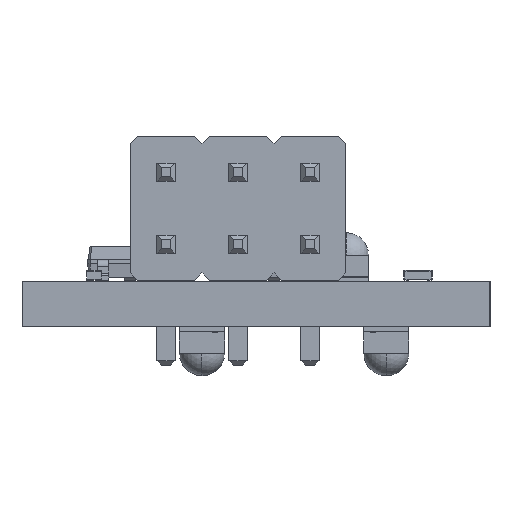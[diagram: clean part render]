
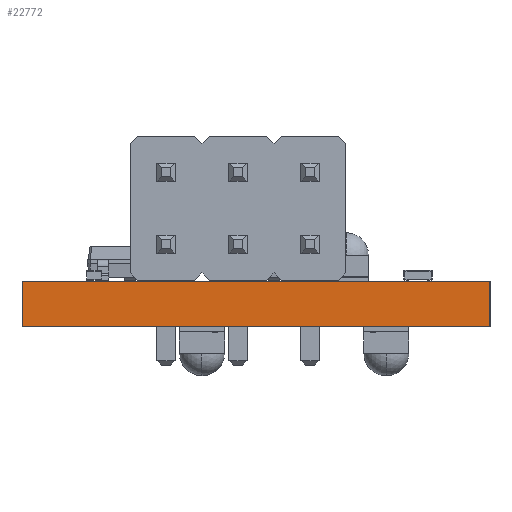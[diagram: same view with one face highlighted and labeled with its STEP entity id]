
A CAD part, left-side view. The second image highlights one B-rep face of the part: STEP entity #22772.
In plain terms, the highlighted planar face has unit normal (-1, 0, 0).
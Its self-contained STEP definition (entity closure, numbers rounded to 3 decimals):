
#21987 = PLANE('',#21988);
#21988 = AXIS2_PLACEMENT_3D('',#21989,#21990,#21991);
#21989 = CARTESIAN_POINT('',(133.35,-88.265,1.6));
#21990 = DIRECTION('',(-0.,-0.,-1.));
#21991 = DIRECTION('',(-1.,0.,0.));
#22015 = PLANE('',#22016);
#22016 = AXIS2_PLACEMENT_3D('',#22017,#22018,#22019);
#22017 = CARTESIAN_POINT('',(121.92,-96.52,0.));
#22018 = DIRECTION('',(0.,-1.,0.));
#22019 = DIRECTION('',(-1.,0.,0.));
#22041 = PLANE('',#22042);
#22042 = AXIS2_PLACEMENT_3D('',#22043,#22044,#22045);
#22043 = CARTESIAN_POINT('',(133.35,-88.265,0.));
#22044 = DIRECTION('',(-0.,-0.,-1.));
#22045 = DIRECTION('',(-1.,0.,0.));
#22134 = VERTEX_POINT('',#22135);
#22135 = CARTESIAN_POINT('',(118.11,-96.52,1.6));
#22156 = EDGE_CURVE('',#22157,#22134,#22159,.T.);
#22157 = VERTEX_POINT('',#22158);
#22158 = CARTESIAN_POINT('',(118.11,-96.52,0.));
#22159 = SURFACE_CURVE('',#22160,(#22164,#22171),.PCURVE_S1.);
#22160 = LINE('',#22161,#22162);
#22161 = CARTESIAN_POINT('',(118.11,-96.52,0.));
#22162 = VECTOR('',#22163,1.);
#22163 = DIRECTION('',(0.,0.,1.));
#22164 = PCURVE('',#22015,#22165);
#22165 = DEFINITIONAL_REPRESENTATION('',(#22166),#22170);
#22166 = LINE('',#22167,#22168);
#22167 = CARTESIAN_POINT('',(3.81,0.));
#22168 = VECTOR('',#22169,1.);
#22169 = DIRECTION('',(0.,-1.));
#22170 = ( GEOMETRIC_REPRESENTATION_CONTEXT(2) 
PARAMETRIC_REPRESENTATION_CONTEXT() REPRESENTATION_CONTEXT('2D SPACE',''
  ) );
#22171 = PCURVE('',#22172,#22177);
#22172 = PLANE('',#22173);
#22173 = AXIS2_PLACEMENT_3D('',#22174,#22175,#22176);
#22174 = CARTESIAN_POINT('',(118.11,-96.52,0.));
#22175 = DIRECTION('',(-1.,0.,0.));
#22176 = DIRECTION('',(0.,1.,0.));
#22177 = DEFINITIONAL_REPRESENTATION('',(#22178),#22182);
#22178 = LINE('',#22179,#22180);
#22179 = CARTESIAN_POINT('',(0.,0.));
#22180 = VECTOR('',#22181,1.);
#22181 = DIRECTION('',(0.,-1.));
#22182 = ( GEOMETRIC_REPRESENTATION_CONTEXT(2) 
PARAMETRIC_REPRESENTATION_CONTEXT() REPRESENTATION_CONTEXT('2D SPACE',''
  ) );
#22210 = EDGE_CURVE('',#22157,#22211,#22213,.T.);
#22211 = VERTEX_POINT('',#22212);
#22212 = CARTESIAN_POINT('',(118.11,-80.01,0.));
#22213 = SURFACE_CURVE('',#22214,(#22218,#22225),.PCURVE_S1.);
#22214 = LINE('',#22215,#22216);
#22215 = CARTESIAN_POINT('',(118.11,-96.52,0.));
#22216 = VECTOR('',#22217,1.);
#22217 = DIRECTION('',(0.,1.,0.));
#22218 = PCURVE('',#22041,#22219);
#22219 = DEFINITIONAL_REPRESENTATION('',(#22220),#22224);
#22220 = LINE('',#22221,#22222);
#22221 = CARTESIAN_POINT('',(15.24,-8.255));
#22222 = VECTOR('',#22223,1.);
#22223 = DIRECTION('',(0.,1.));
#22224 = ( GEOMETRIC_REPRESENTATION_CONTEXT(2) 
PARAMETRIC_REPRESENTATION_CONTEXT() REPRESENTATION_CONTEXT('2D SPACE',''
  ) );
#22225 = PCURVE('',#22172,#22226);
#22226 = DEFINITIONAL_REPRESENTATION('',(#22227),#22231);
#22227 = LINE('',#22228,#22229);
#22228 = CARTESIAN_POINT('',(0.,0.));
#22229 = VECTOR('',#22230,1.);
#22230 = DIRECTION('',(1.,0.));
#22231 = ( GEOMETRIC_REPRESENTATION_CONTEXT(2) 
PARAMETRIC_REPRESENTATION_CONTEXT() REPRESENTATION_CONTEXT('2D SPACE',''
  ) );
#22249 = PLANE('',#22250);
#22250 = AXIS2_PLACEMENT_3D('',#22251,#22252,#22253);
#22251 = CARTESIAN_POINT('',(118.11,-80.01,0.));
#22252 = DIRECTION('',(0.,1.,0.));
#22253 = DIRECTION('',(1.,0.,0.));
#22498 = EDGE_CURVE('',#22134,#22499,#22501,.T.);
#22499 = VERTEX_POINT('',#22500);
#22500 = CARTESIAN_POINT('',(118.11,-80.01,1.6));
#22501 = SURFACE_CURVE('',#22502,(#22506,#22513),.PCURVE_S1.);
#22502 = LINE('',#22503,#22504);
#22503 = CARTESIAN_POINT('',(118.11,-96.52,1.6));
#22504 = VECTOR('',#22505,1.);
#22505 = DIRECTION('',(0.,1.,0.));
#22506 = PCURVE('',#21987,#22507);
#22507 = DEFINITIONAL_REPRESENTATION('',(#22508),#22512);
#22508 = LINE('',#22509,#22510);
#22509 = CARTESIAN_POINT('',(15.24,-8.255));
#22510 = VECTOR('',#22511,1.);
#22511 = DIRECTION('',(0.,1.));
#22512 = ( GEOMETRIC_REPRESENTATION_CONTEXT(2) 
PARAMETRIC_REPRESENTATION_CONTEXT() REPRESENTATION_CONTEXT('2D SPACE',''
  ) );
#22513 = PCURVE('',#22172,#22514);
#22514 = DEFINITIONAL_REPRESENTATION('',(#22515),#22519);
#22515 = LINE('',#22516,#22517);
#22516 = CARTESIAN_POINT('',(0.,-1.6));
#22517 = VECTOR('',#22518,1.);
#22518 = DIRECTION('',(1.,0.));
#22519 = ( GEOMETRIC_REPRESENTATION_CONTEXT(2) 
PARAMETRIC_REPRESENTATION_CONTEXT() REPRESENTATION_CONTEXT('2D SPACE',''
  ) );
#22772 = ADVANCED_FACE('',(#22773),#22172,.T.);
#22773 = FACE_BOUND('',#22774,.T.);
#22774 = EDGE_LOOP('',(#22775,#22776,#22777,#22798));
#22775 = ORIENTED_EDGE('',*,*,#22156,.T.);
#22776 = ORIENTED_EDGE('',*,*,#22498,.T.);
#22777 = ORIENTED_EDGE('',*,*,#22778,.F.);
#22778 = EDGE_CURVE('',#22211,#22499,#22779,.T.);
#22779 = SURFACE_CURVE('',#22780,(#22784,#22791),.PCURVE_S1.);
#22780 = LINE('',#22781,#22782);
#22781 = CARTESIAN_POINT('',(118.11,-80.01,0.));
#22782 = VECTOR('',#22783,1.);
#22783 = DIRECTION('',(0.,0.,1.));
#22784 = PCURVE('',#22172,#22785);
#22785 = DEFINITIONAL_REPRESENTATION('',(#22786),#22790);
#22786 = LINE('',#22787,#22788);
#22787 = CARTESIAN_POINT('',(16.51,0.));
#22788 = VECTOR('',#22789,1.);
#22789 = DIRECTION('',(0.,-1.));
#22790 = ( GEOMETRIC_REPRESENTATION_CONTEXT(2) 
PARAMETRIC_REPRESENTATION_CONTEXT() REPRESENTATION_CONTEXT('2D SPACE',''
  ) );
#22791 = PCURVE('',#22249,#22792);
#22792 = DEFINITIONAL_REPRESENTATION('',(#22793),#22797);
#22793 = LINE('',#22794,#22795);
#22794 = CARTESIAN_POINT('',(0.,0.));
#22795 = VECTOR('',#22796,1.);
#22796 = DIRECTION('',(0.,-1.));
#22797 = ( GEOMETRIC_REPRESENTATION_CONTEXT(2) 
PARAMETRIC_REPRESENTATION_CONTEXT() REPRESENTATION_CONTEXT('2D SPACE',''
  ) );
#22798 = ORIENTED_EDGE('',*,*,#22210,.F.);
